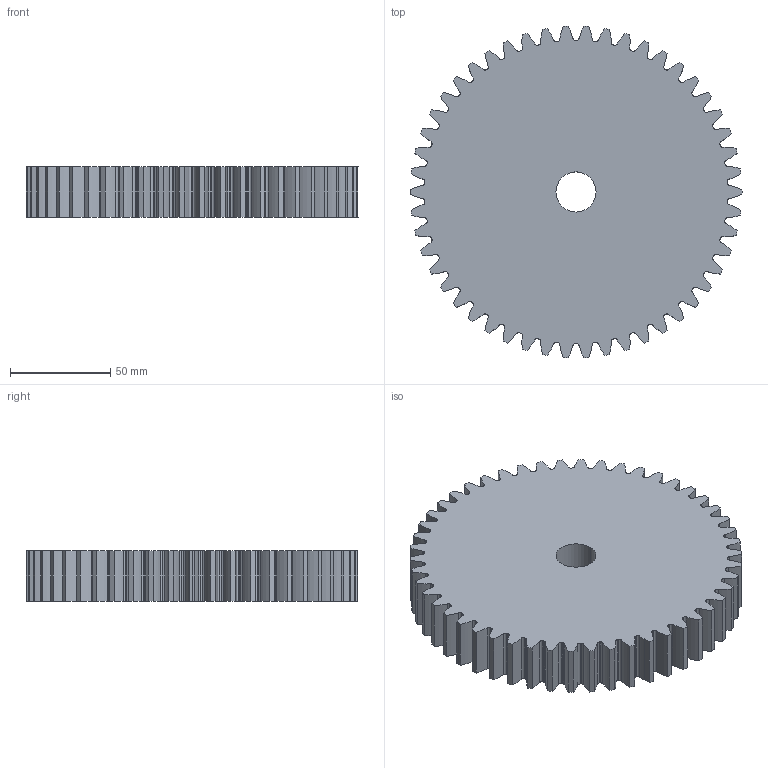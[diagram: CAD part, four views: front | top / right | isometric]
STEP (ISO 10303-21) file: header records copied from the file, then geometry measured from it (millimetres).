
FILE_DESCRIPTION (( 'STEP AP214' ), '1' );
FILE_NAME ('110-031-050.step', '2010-07-16T12:23:33', ( 'WMH Herion Antriebstechnik GmbH' ), ( 'WMH Herion Antriebstechnik GmbH' ), 'SwSTEP 2.0', 'SolidWorks 2010', '' );
FILE_SCHEMA (( 'AUTOMOTIVE_DESIGN' ));
Length unit declared in the file: millimetre
Products named in the file (1): 110-031-050
Bounding box: 165.52 x 165.33 x 25 mm (x, y, z)
Volume: 486830.3 mm3; surface area: 65052.8 mm2
Topology: 1 solids, 1 shells, 327 faces, 975 edges, 650 vertices
Faces by surface type: cylinder 325, plane 2
Entity records: 11437 total; most frequent: DIRECTION 2281, CARTESIAN_POINT 1953, ORIENTED_EDGE 1950, AXIS2_PLACEMENT_3D 978, EDGE_CURVE 975, VERTEX_POINT 650, CIRCLE 650, EDGE_LOOP 329
